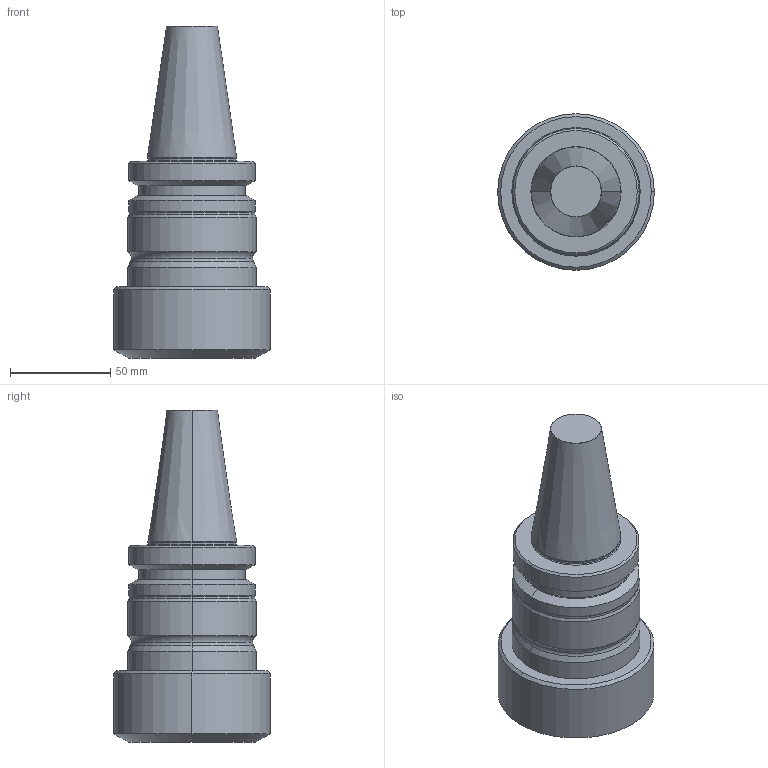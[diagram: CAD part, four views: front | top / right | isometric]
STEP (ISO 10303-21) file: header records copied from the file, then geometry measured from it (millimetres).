
FILE_DESCRIPTION (( 'STEP AP203' ), '1' );
FILE_NAME ('BT40 ER 50 100 AD-6.3G15000 SL.STEP', '2019-05-21T04:16:53', ( '' ), ( '' ), 'SwSTEP 2.0', 'SolidWorks 2014', '' );
FILE_SCHEMA (( 'CONFIG_CONTROL_DESIGN' ));
Length unit declared in the file: millimetre
Products named in the file (1): BT40 ER 50 100 AD-6.3G15000 SL
Bounding box: 78 x 78 x 165.4 mm (x, y, z)
Volume: 422783.5 mm3; surface area: 37097.1 mm2
Topology: 1 solids, 1 shells, 52 faces, 102 edges, 56 vertices
Faces by surface type: cone 20, cylinder 16, torus 10, plane 6
Entity records: 1401 total; most frequent: DIRECTION 274, CARTESIAN_POINT 211, ORIENTED_EDGE 204, AXIS2_PLACEMENT_3D 119, EDGE_CURVE 102, CIRCLE 66, VERTEX_POINT 56, EDGE_LOOP 56
